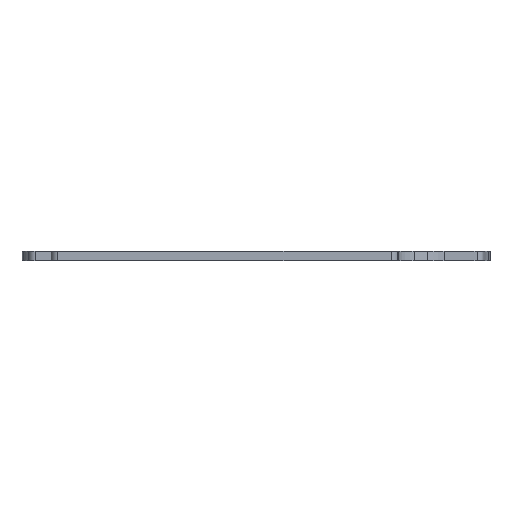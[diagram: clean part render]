
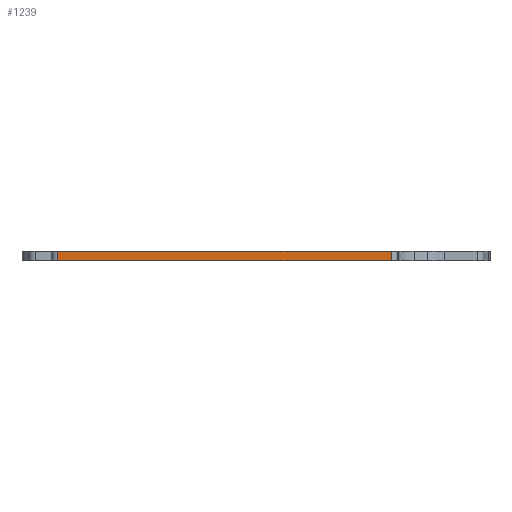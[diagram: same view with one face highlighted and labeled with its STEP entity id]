
A CAD part, front view. The second image highlights one B-rep face of the part: STEP entity #1239.
In plain terms, the highlighted planar face has unit normal (0, -1, 0).
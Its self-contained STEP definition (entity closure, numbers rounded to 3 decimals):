
#270=DIRECTION('',(0.,0.,1.));
#271=VECTOR('',#270,1.5);
#272=CARTESIAN_POINT('',(-29.543,0.2,0.));
#273=LINE('',#272,#271);
#277=DIRECTION('',(1.,0.,0.));
#278=VECTOR('',#277,51.021);
#279=CARTESIAN_POINT('',(-29.543,0.2,1.5));
#280=LINE('',#279,#278);
#531=DIRECTION('',(1.,0.,0.));
#532=VECTOR('',#531,51.021);
#533=CARTESIAN_POINT('',(-29.543,0.2,0.));
#534=LINE('',#533,#532);
#538=DIRECTION('',(0.,0.,-1.));
#539=VECTOR('',#538,1.5);
#540=CARTESIAN_POINT('',(21.478,0.2,1.5));
#541=LINE('',#540,#539);
#871=CARTESIAN_POINT('',(-29.543,0.2,0.));
#872=CARTESIAN_POINT('',(21.478,0.2,0.));
#873=VERTEX_POINT('',#871);
#874=VERTEX_POINT('',#872);
#875=CARTESIAN_POINT('',(-29.543,0.2,1.5));
#876=VERTEX_POINT('',#875);
#877=CARTESIAN_POINT('',(21.478,0.2,1.5));
#878=VERTEX_POINT('',#877);
#1227=CARTESIAN_POINT('',(22.282,0.2,0.));
#1228=DIRECTION('',(0.,-1.,0.));
#1229=DIRECTION('',(-1.,0.,0.));
#1230=AXIS2_PLACEMENT_3D('',#1227,#1228,#1229);
#1231=PLANE('',#1230);
#1233=ORIENTED_EDGE('',*,*,#1232,.T.);
#1234=ORIENTED_EDGE('',*,*,#1019,.F.);
#1235=ORIENTED_EDGE('',*,*,#1128,.T.);
#1236=ORIENTED_EDGE('',*,*,#1146,.T.);
#1237=EDGE_LOOP('',(#1233,#1234,#1235,#1236));
#1238=FACE_OUTER_BOUND('',#1237,.F.);
#1019=EDGE_CURVE('',#873,#874,#534,.T.);
#1128=EDGE_CURVE('',#873,#876,#273,.T.);
#1146=EDGE_CURVE('',#876,#878,#280,.T.);
#1232=EDGE_CURVE('',#878,#874,#541,.T.);
#1239=ADVANCED_FACE('',(#1238),#1231,.T.);
